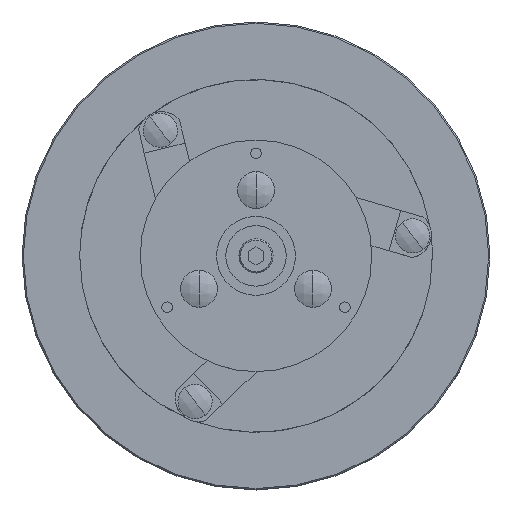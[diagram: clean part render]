
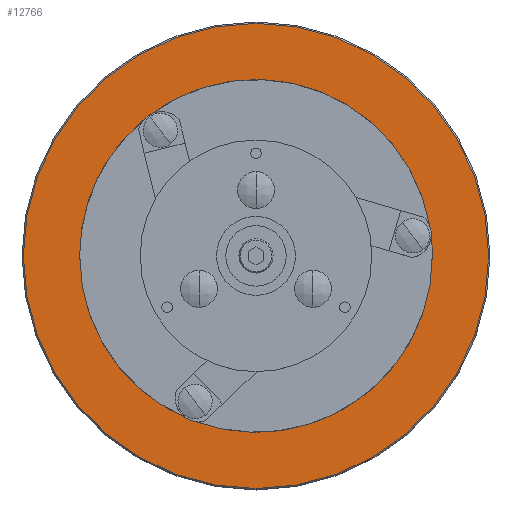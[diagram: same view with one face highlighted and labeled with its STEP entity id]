
A CAD part, top view. The second image highlights one B-rep face of the part: STEP entity #12766.
In plain terms, the highlighted planar face has unit normal (0, 0, 1).
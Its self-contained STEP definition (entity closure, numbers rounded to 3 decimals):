
#1034 = CARTESIAN_POINT ( 'NONE',  ( 0., 0., 26.5 ) ) ;
#2088 = CARTESIAN_POINT ( 'NONE',  ( 0., 0., 26.5 ) ) ;
#2313 = DIRECTION ( 'NONE',  ( -1., 0., 0. ) ) ;
#3130 = CARTESIAN_POINT ( 'NONE',  ( -67., 0., 26.5 ) ) ;
#3183 = EDGE_CURVE ( 'NONE', #14110, #8311, #3770, .T. ) ;
#3333 = DIRECTION ( 'NONE',  ( 1., 0., 0. ) ) ;
#3770 = CIRCLE ( 'NONE', #10209, 67. ) ;
#4048 = ORIENTED_EDGE ( 'NONE', *, *, #15738, .T. ) ;
#4146 = CARTESIAN_POINT ( 'NONE',  ( -88.4, 0., 26.5 ) ) ;
#4434 = VERTEX_POINT ( 'NONE', #4146 ) ;
#4889 = DIRECTION ( 'NONE',  ( 0., 0., 1. ) ) ;
#5251 = AXIS2_PLACEMENT_3D ( 'NONE', #14184, #6774, #15464 ) ;
#5625 = AXIS2_PLACEMENT_3D ( 'NONE', #1034, #9733, #2313 ) ;
#6682 = FACE_BOUND ( 'NONE', #7038, .T. ) ;
#6774 = DIRECTION ( 'NONE',  ( 0., 0., 1. ) ) ;
#7038 = EDGE_LOOP ( 'NONE', ( #7194, #8393 ) ) ;
#7069 = ORIENTED_EDGE ( 'NONE', *, *, #8664, .T. ) ;
#7178 = DIRECTION ( 'NONE',  ( -1., 0., 0. ) ) ;
#7194 = ORIENTED_EDGE ( 'NONE', *, *, #11188, .F. ) ;
#7622 = AXIS2_PLACEMENT_3D ( 'NONE', #12323, #4889, #13581 ) ;
#8311 = VERTEX_POINT ( 'NONE', #8438 ) ;
#8393 = ORIENTED_EDGE ( 'NONE', *, *, #3183, .F. ) ;
#8438 = CARTESIAN_POINT ( 'NONE',  ( 67., 0., 26.5 ) ) ;
#8664 = EDGE_CURVE ( 'NONE', #14714, #4434, #15368, .T. ) ;
#9600 = CARTESIAN_POINT ( 'NONE',  ( 0., 67., 26.5 ) ) ;
#9733 = DIRECTION ( 'NONE',  ( 0., 0., 1. ) ) ;
#10209 = AXIS2_PLACEMENT_3D ( 'NONE', #2088, #10755, #3333 ) ;
#10755 = DIRECTION ( 'NONE',  ( 0., 0., 1. ) ) ;
#10861 = EDGE_LOOP ( 'NONE', ( #4048, #7069 ) ) ;
#11188 = EDGE_CURVE ( 'NONE', #8311, #14110, #11563, .T. ) ;
#11563 = CIRCLE ( 'NONE', #7622, 67. ) ;
#12323 = CARTESIAN_POINT ( 'NONE',  ( 0., 0., 26.5 ) ) ;
#12766 = ADVANCED_FACE ( 'NONE', ( #13284, #6682 ), #15817, .F. ) ;
#13284 = FACE_OUTER_BOUND ( 'NONE', #10861, .T. ) ;
#13581 = DIRECTION ( 'NONE',  ( 1., 0., 0. ) ) ;
#13777 = AXIS2_PLACEMENT_3D ( 'NONE', #9600, #14615, #7178 ) ;
#14110 = VERTEX_POINT ( 'NONE', #3130 ) ;
#14184 = CARTESIAN_POINT ( 'NONE',  ( 0., 0., 26.5 ) ) ;
#14615 = DIRECTION ( 'NONE',  ( 0., 0., -1. ) ) ;
#14714 = VERTEX_POINT ( 'NONE', #14840 ) ;
#14840 = CARTESIAN_POINT ( 'NONE',  ( 88.4, 0., 26.5 ) ) ;
#15368 = CIRCLE ( 'NONE', #5251, 88.4 ) ;
#15464 = DIRECTION ( 'NONE',  ( -1., 0., 0. ) ) ;
#15738 = EDGE_CURVE ( 'NONE', #4434, #14714, #15993, .T. ) ;
#15817 = PLANE ( 'NONE',  #13777 ) ;
#15993 = CIRCLE ( 'NONE', #5625, 88.4 ) ;
